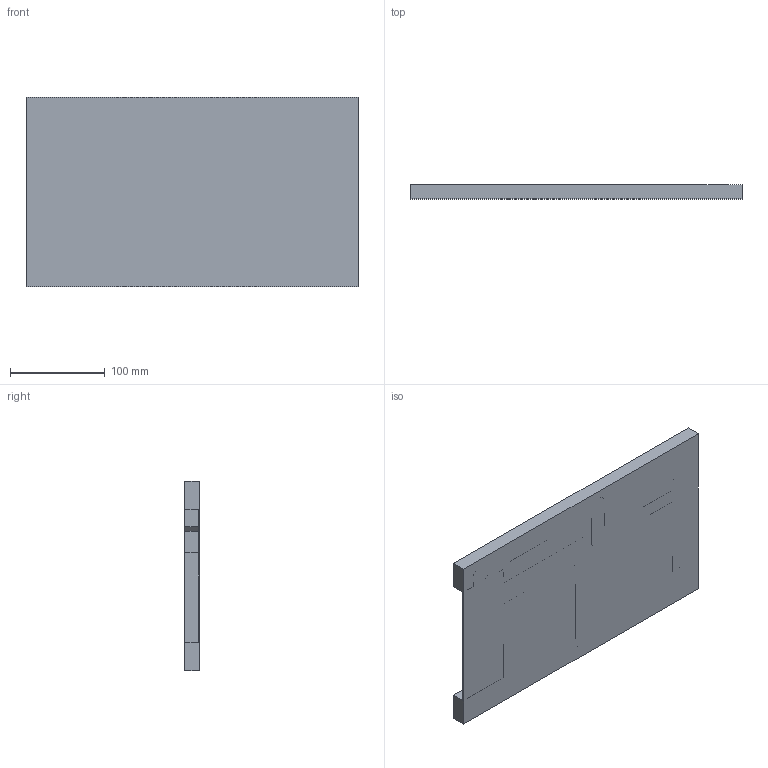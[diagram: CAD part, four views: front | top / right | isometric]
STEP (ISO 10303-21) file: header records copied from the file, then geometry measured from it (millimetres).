
FILE_DESCRIPTION(/* description */ (''),/* implementation_level */ '2;1');
FILE_NAME(/* name */ 'PlankInferior.stp',/* time_stamp */ '2019-03-12T09:49:43+01:00',/* author */ ('Ishigan'),/* organization */ (''),/* preprocessor_version */ 'ST-DEVELOPER v16.13',/* originating_system */ 'Autodesk Inventor 2018',/* authorisation */ '');
FILE_SCHEMA (('AUTOMOTIVE_DESIGN { 1 0 10303 214 3 1 1 }'));
Length unit declared in the file: millimetre
Products named in the file (1): PlankInferior
Bounding box: 350 x 15 x 200 mm (x, y, z)
Volume: 745398.4 mm3; surface area: 177578 mm2
Topology: 1 solids, 1 shells, 37 faces, 105 edges, 70 vertices
Faces by surface type: plane 37
Entity records: 1218 total; most frequent: CARTESIAN_POINT 213, ORIENTED_EDGE 210, DIRECTION 181, LINE 105, VECTOR 105, EDGE_CURVE 105, VERTEX_POINT 70, AXIS2_PLACEMENT_3D 38
